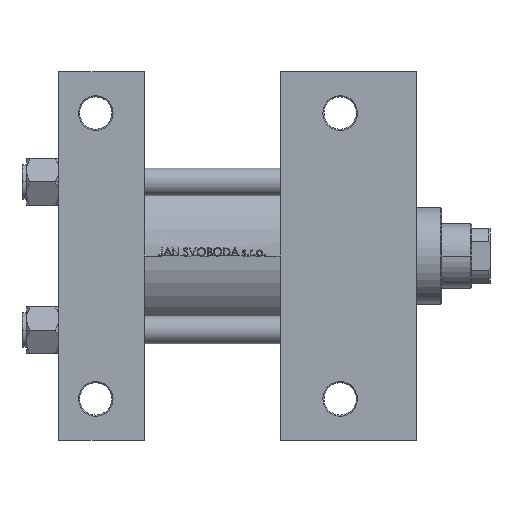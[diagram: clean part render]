
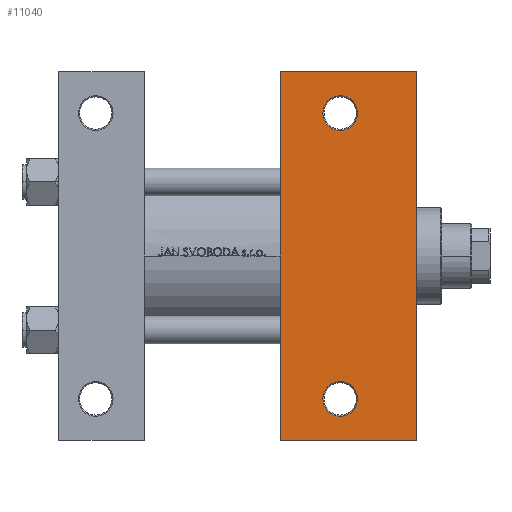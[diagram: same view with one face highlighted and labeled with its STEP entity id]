
A CAD part, front view. The second image highlights one B-rep face of the part: STEP entity #11040.
In plain terms, the highlighted face is planar.
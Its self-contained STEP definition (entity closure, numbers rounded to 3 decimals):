
#629 = VERTEX_POINT ( 'NONE', #26650 ) ;
#778 = ORIENTED_EDGE ( 'NONE', *, *, #23439, .T. ) ;
#972 = PLANE ( 'NONE',  #31583 ) ;
#1683 = DIRECTION ( 'NONE',  ( -1., 0., 0. ) ) ;
#1738 = CARTESIAN_POINT ( 'NONE',  ( 96., 80., -45. ) ) ;
#2125 = VERTEX_POINT ( 'NONE', #12920 ) ;
#3162 = CARTESIAN_POINT ( 'NONE',  ( 122., -62., -45. ) ) ;
#4596 = CIRCLE ( 'NONE', #40664, 7.499 ) ;
#6609 = LINE ( 'NONE', #10128, #41265 ) ;
#9589 = VECTOR ( 'NONE', #31163, 1000. ) ;
#10128 = CARTESIAN_POINT ( 'NONE',  ( 96., 45., -45. ) ) ;
#10694 = ORIENTED_EDGE ( 'NONE', *, *, #48112, .F. ) ;
#11040 = ADVANCED_FACE ( 'NONE', ( #42429, #19563, #19807 ), #972, .T. ) ;
#11619 = CARTESIAN_POINT ( 'NONE',  ( 96., -80., -45. ) ) ;
#12063 = VERTEX_POINT ( 'NONE', #12220 ) ;
#12220 = CARTESIAN_POINT ( 'NONE',  ( 155., 80., -45. ) ) ;
#12431 = DIRECTION ( 'NONE',  ( -1., 0., 0. ) ) ;
#12920 = CARTESIAN_POINT ( 'NONE',  ( 114.501, 62., -45. ) ) ;
#13232 = CARTESIAN_POINT ( 'NONE',  ( 155., 45., -45. ) ) ;
#14493 = CARTESIAN_POINT ( 'NONE',  ( 122., 62., -45. ) ) ;
#14803 = DIRECTION ( 'NONE',  ( 0., 0., 1. ) ) ;
#15158 = EDGE_LOOP ( 'NONE', ( #10694, #43165, #778, #32979 ) ) ;
#18641 = AXIS2_PLACEMENT_3D ( 'NONE', #22827, #14803, #49460 ) ;
#18793 = EDGE_LOOP ( 'NONE', ( #26211, #43554 ) ) ;
#19041 = EDGE_CURVE ( 'NONE', #22364, #34828, #4596, .T. ) ;
#19563 = FACE_BOUND ( 'NONE', #43291, .T. ) ;
#19807 = FACE_OUTER_BOUND ( 'NONE', #15158, .T. ) ;
#20488 = VERTEX_POINT ( 'NONE', #23437 ) ;
#22364 = VERTEX_POINT ( 'NONE', #47416 ) ;
#22827 = CARTESIAN_POINT ( 'NONE',  ( 122., 62., -45. ) ) ;
#23437 = CARTESIAN_POINT ( 'NONE',  ( 129.499, 62., -45. ) ) ;
#23439 = EDGE_CURVE ( 'NONE', #12063, #29612, #25544, .T. ) ;
#24299 = DIRECTION ( 'NONE',  ( 0., 0., -1. ) ) ;
#25544 = LINE ( 'NONE', #13232, #34326 ) ;
#26211 = ORIENTED_EDGE ( 'NONE', *, *, #39924, .T. ) ;
#26599 = VECTOR ( 'NONE', #1683, 1000. ) ;
#26650 = CARTESIAN_POINT ( 'NONE',  ( 96., 80., -45. ) ) ;
#28570 = DIRECTION ( 'NONE',  ( 0., -1., 0. ) ) ;
#28925 = AXIS2_PLACEMENT_3D ( 'NONE', #14493, #29836, #45151 ) ;
#29612 = VERTEX_POINT ( 'NONE', #39791 ) ;
#29836 = DIRECTION ( 'NONE',  ( 0., 0., 1. ) ) ;
#30822 = EDGE_CURVE ( 'NONE', #629, #12063, #43198, .T. ) ;
#31163 = DIRECTION ( 'NONE',  ( 1., 0., 0. ) ) ;
#31583 = AXIS2_PLACEMENT_3D ( 'NONE', #34903, #24299, #38918 ) ;
#31865 = EDGE_CURVE ( 'NONE', #34828, #22364, #36826, .T. ) ;
#32979 = ORIENTED_EDGE ( 'NONE', *, *, #37285, .T. ) ;
#33806 = DIRECTION ( 'NONE',  ( 0., 0., 1. ) ) ;
#34326 = VECTOR ( 'NONE', #28570, 1000. ) ;
#34828 = VERTEX_POINT ( 'NONE', #40170 ) ;
#34903 = CARTESIAN_POINT ( 'NONE',  ( 155., 45., -45. ) ) ;
#35998 = EDGE_CURVE ( 'NONE', #20488, #2125, #37779, .T. ) ;
#36107 = CARTESIAN_POINT ( 'NONE',  ( 96., -80., -45. ) ) ;
#36826 = CIRCLE ( 'NONE', #38412, 7.499 ) ;
#37285 = EDGE_CURVE ( 'NONE', #29612, #46345, #39864, .T. ) ;
#37779 = CIRCLE ( 'NONE', #28925, 7.499 ) ;
#38412 = AXIS2_PLACEMENT_3D ( 'NONE', #3162, #33806, #49123 ) ;
#38918 = DIRECTION ( 'NONE',  ( -1., 0., 0. ) ) ;
#39791 = CARTESIAN_POINT ( 'NONE',  ( 155., -80., -45. ) ) ;
#39801 = DIRECTION ( 'NONE',  ( 0., 0., 1. ) ) ;
#39864 = LINE ( 'NONE', #36107, #26599 ) ;
#39924 = EDGE_CURVE ( 'NONE', #2125, #20488, #40282, .T. ) ;
#40170 = CARTESIAN_POINT ( 'NONE',  ( 129.499, -62., -45. ) ) ;
#40282 = CIRCLE ( 'NONE', #18641, 7.499 ) ;
#40664 = AXIS2_PLACEMENT_3D ( 'NONE', #46602, #39801, #12431 ) ;
#41265 = VECTOR ( 'NONE', #44287, 1000. ) ;
#42429 = FACE_BOUND ( 'NONE', #18793, .T. ) ;
#43165 = ORIENTED_EDGE ( 'NONE', *, *, #30822, .T. ) ;
#43198 = LINE ( 'NONE', #1738, #9589 ) ;
#43291 = EDGE_LOOP ( 'NONE', ( #43731, #45336 ) ) ;
#43554 = ORIENTED_EDGE ( 'NONE', *, *, #35998, .T. ) ;
#43731 = ORIENTED_EDGE ( 'NONE', *, *, #19041, .T. ) ;
#44287 = DIRECTION ( 'NONE',  ( 0., -1., 0. ) ) ;
#45151 = DIRECTION ( 'NONE',  ( -1., 0., 0. ) ) ;
#45336 = ORIENTED_EDGE ( 'NONE', *, *, #31865, .T. ) ;
#46345 = VERTEX_POINT ( 'NONE', #11619 ) ;
#46602 = CARTESIAN_POINT ( 'NONE',  ( 122., -62., -45. ) ) ;
#47416 = CARTESIAN_POINT ( 'NONE',  ( 114.501, -62., -45. ) ) ;
#48112 = EDGE_CURVE ( 'NONE', #629, #46345, #6609, .T. ) ;
#49123 = DIRECTION ( 'NONE',  ( -1., 0., 0. ) ) ;
#49460 = DIRECTION ( 'NONE',  ( -1., 0., 0. ) ) ;
